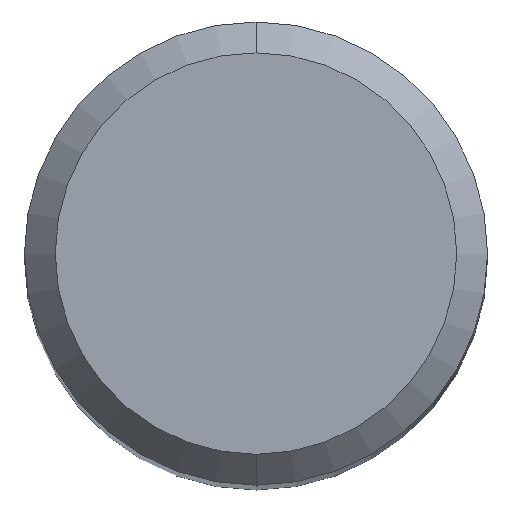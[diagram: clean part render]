
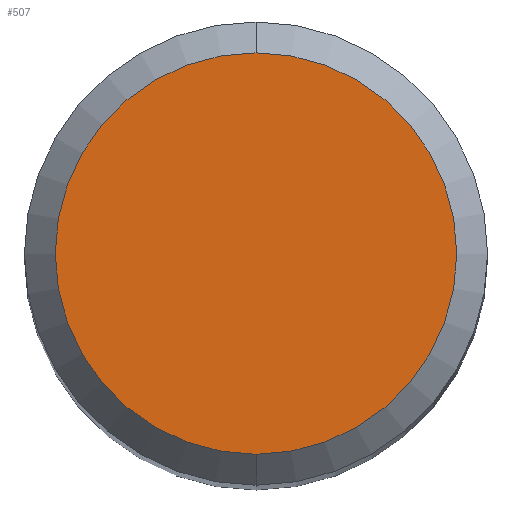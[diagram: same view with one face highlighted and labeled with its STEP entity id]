
A CAD part, top view. The second image highlights one B-rep face of the part: STEP entity #507.
In plain terms, the highlighted planar face has unit normal (0, 0, 1).
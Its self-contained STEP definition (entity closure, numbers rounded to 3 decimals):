
#207=VERTEX_POINT('',#567);
#293=EDGE_CURVE('',#207,#481,#662,.T.);
#473=EDGE_CURVE('',#481,#207,#863,.T.);
#481=VERTEX_POINT('',#871);
#507=ADVANCED_FACE('',(#899),#900,.T.);
#567=CARTESIAN_POINT('',(0.,-2.6,0.0));
#662=CIRCLE('',#1142,2.6);
#863=CIRCLE('',#1532,2.6);
#871=CARTESIAN_POINT('',(0.0,2.6,0.0));
#899=FACE_OUTER_BOUND('',#1598,.T.);
#900=PLANE('',#1599);
#1142=AXIS2_PLACEMENT_3D('',#1766,#1767,#1768);
#1532=AXIS2_PLACEMENT_3D('',#2008,#2009,#2010);
#1598=EDGE_LOOP('',(#2044,#2045));
#1599=AXIS2_PLACEMENT_3D('',#2046,#2047,#2048);
#1766=CARTESIAN_POINT('',(0.0,0.0,0.0));
#1767=DIRECTION('',(0.0,0.0,-1.0));
#1768=DIRECTION('',(0.0,1.0,0.0));
#2008=CARTESIAN_POINT('',(0.0,0.0,0.0));
#2009=DIRECTION('',(0.0,0.0,-1.0));
#2010=DIRECTION('',(0.0,1.0,0.0));
#2044=ORIENTED_EDGE('',*,*,#473,.F.);
#2045=ORIENTED_EDGE('',*,*,#293,.F.);
#2046=CARTESIAN_POINT('',(0.0,1.3,0.0));
#2047=DIRECTION('',(-0.0,0.0,1.0));
#2048=DIRECTION('',(0.0,-1.0,0.0));
